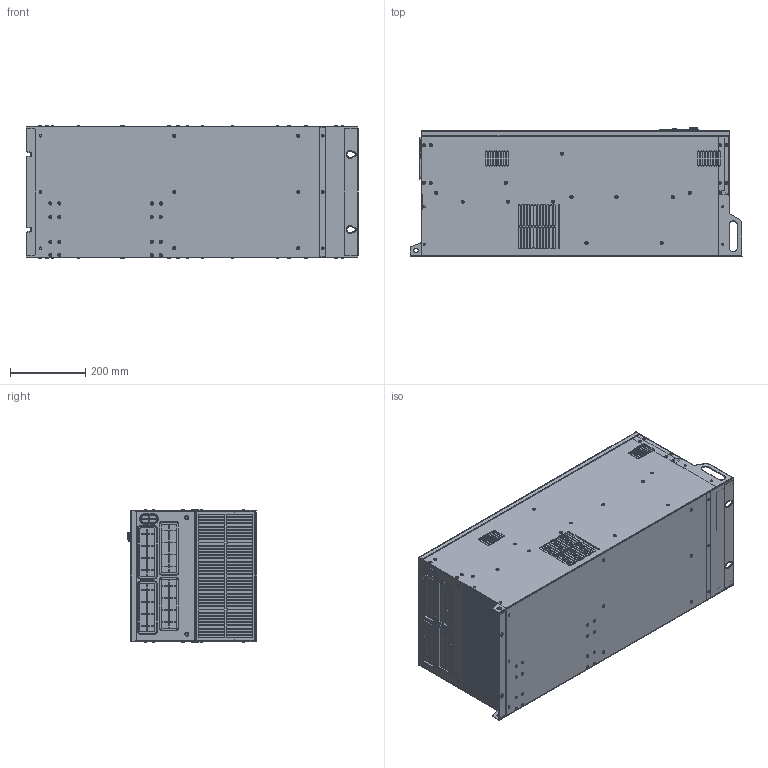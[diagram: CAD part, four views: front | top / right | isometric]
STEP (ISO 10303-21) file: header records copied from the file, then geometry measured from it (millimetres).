
FILE_DESCRIPTION (( 'STEP AP214' ), '1' );
FILE_NAME ('FC-431-G_1.STEP', '2025-04-11T10:56:03', ( '' ), ( '' ), 'SwSTEP 2.0', 'SolidWorks 2023', '' );
FILE_SCHEMA (( 'AUTOMOTIVE_DESIGN' ));
Products named in the file (1): FC-431-G_1
Bounding box: 884.4 x 345.51 x 354.27 mm (x, y, z)
Volume: 94065155.3 mm3; surface area: 3544382.9 mm2
Topology: 1 solids, 40 shells, 3309 faces, 8484 edges, 5414 vertices
Faces by surface type: plane 1468, cylinder 1180, sphere 210, torus 188, bspline 166, cone 97
Entity records: 112048 total; most frequent: CARTESIAN_POINT 29907, DIRECTION 17473, ORIENTED_EDGE 16966, EDGE_CURVE 8483, AXIS2_PLACEMENT_3D 6395, VERTEX_POINT 5414, VECTOR 4683, LINE 4683
